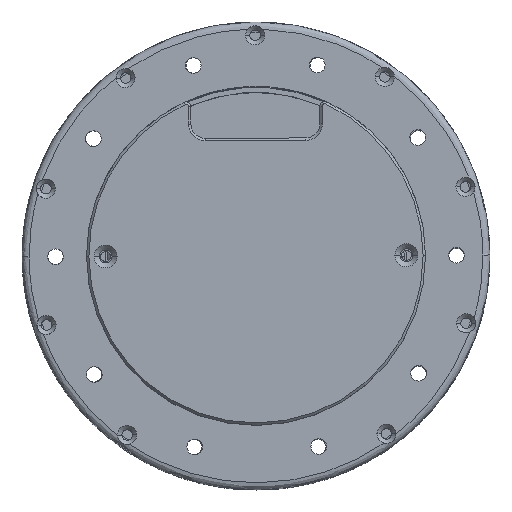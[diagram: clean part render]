
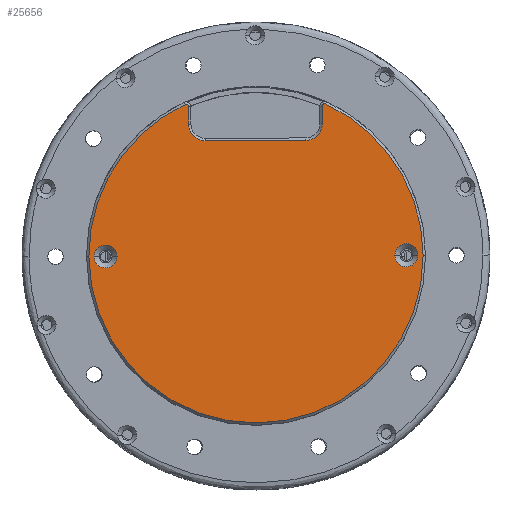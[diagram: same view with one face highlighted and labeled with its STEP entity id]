
A CAD part, top view. The second image highlights one B-rep face of the part: STEP entity #25656.
In plain terms, the highlighted planar face has unit normal (0, 0, 1).
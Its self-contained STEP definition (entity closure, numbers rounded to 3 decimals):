
#126 = ORIENTED_EDGE ( 'NONE', *, *, #27746, .F. ) ;
#436 = DIRECTION ( 'NONE',  ( 0., 0., -1. ) ) ;
#467 = CARTESIAN_POINT ( 'NONE',  ( -31.5, -0.132, 44.9 ) ) ;
#1067 = VERTEX_POINT ( 'NONE', #18219 ) ;
#1268 = CIRCLE ( 'NONE', #2185, 35. ) ;
#1472 = VERTEX_POINT ( 'NONE', #15630 ) ;
#1864 = CARTESIAN_POINT ( 'NONE',  ( 31.5, 0.132, 44.9 ) ) ;
#2097 = EDGE_CURVE ( 'NONE', #22479, #19979, #7080, .T. ) ;
#2185 = AXIS2_PLACEMENT_3D ( 'NONE', #4509, #21905, #20149 ) ;
#2229 = AXIS2_PLACEMENT_3D ( 'NONE', #23428, #3888, #6299 ) ;
#2373 = LINE ( 'NONE', #11022, #28205 ) ;
#2489 = VERTEX_POINT ( 'NONE', #14033 ) ;
#2670 = VECTOR ( 'NONE', #13465, 1000. ) ;
#3024 = VERTEX_POINT ( 'NONE', #22774 ) ;
#3707 = DIRECTION ( 'NONE',  ( 0., 0., -1. ) ) ;
#3827 = CARTESIAN_POINT ( 'NONE',  ( 13.869, 31.363, 44.9 ) ) ;
#3888 = DIRECTION ( 'NONE',  ( 0., 0., -1. ) ) ;
#4016 = CIRCLE ( 'NONE', #10788, 2.4 ) ;
#4206 = CARTESIAN_POINT ( 'NONE',  ( -14.631, 31.244, 44.9 ) ) ;
#4509 = CARTESIAN_POINT ( 'NONE',  ( 0., 0., 44.9 ) ) ;
#4565 = EDGE_LOOP ( 'NONE', ( #10212, #20972 ) ) ;
#4827 = ORIENTED_EDGE ( 'NONE', *, *, #19884, .F. ) ;
#4831 = CARTESIAN_POINT ( 'NONE',  ( 10.384, 27.698, 44.9 ) ) ;
#5226 = VERTEX_POINT ( 'NONE', #23785 ) ;
#5960 = CARTESIAN_POINT ( 'NONE',  ( -14.116, 27.596, 44.9 ) ) ;
#6042 = EDGE_CURVE ( 'NONE', #20079, #1472, #2373, .T. ) ;
#6299 = DIRECTION ( 'NONE',  ( -1., -0.004, 0. ) ) ;
#6338 = DIRECTION ( 'NONE',  ( 0., 0., -1. ) ) ;
#6374 = CARTESIAN_POINT ( 'NONE',  ( -10.601, 24.11, 44.9 ) ) ;
#6866 = EDGE_CURVE ( 'NONE', #9351, #1067, #24997, .T. ) ;
#7080 = LINE ( 'NONE', #15770, #2670 ) ;
#7211 = CIRCLE ( 'NONE', #24119, 3.5 ) ;
#7399 = EDGE_CURVE ( 'NONE', #2489, #5226, #24565, .T. ) ;
#7403 = CARTESIAN_POINT ( 'NONE',  ( 31.5, 0.132, 44.9 ) ) ;
#7521 = FACE_BOUND ( 'NONE', #4565, .T. ) ;
#7677 = DIRECTION ( 'NONE',  ( -1., -0.004, 0. ) ) ;
#8629 = AXIS2_PLACEMENT_3D ( 'NONE', #1864, #15076, #14931 ) ;
#8848 = AXIS2_PLACEMENT_3D ( 'NONE', #10817, #21401, #21684 ) ;
#9062 = ORIENTED_EDGE ( 'NONE', *, *, #11598, .F. ) ;
#9112 = DIRECTION ( 'NONE',  ( 1., 0.004, 0. ) ) ;
#9201 = DIRECTION ( 'NONE',  ( 1., 0.004, 0. ) ) ;
#9351 = VERTEX_POINT ( 'NONE', #16237 ) ;
#9409 = AXIS2_PLACEMENT_3D ( 'NONE', #11084, #436, #26142 ) ;
#9540 = DIRECTION ( 'NONE',  ( 0., 0., 1. ) ) ;
#9615 = DIRECTION ( 'NONE',  ( 0., 0., 1. ) ) ;
#10212 = ORIENTED_EDGE ( 'NONE', *, *, #28230, .F. ) ;
#10516 = DIRECTION ( 'NONE',  ( 1., 0.004, 0. ) ) ;
#10679 = CIRCLE ( 'NONE', #8848, 35. ) ;
#10788 = AXIS2_PLACEMENT_3D ( 'NONE', #23273, #12801, #10516 ) ;
#10817 = CARTESIAN_POINT ( 'NONE',  ( 0., 0., 44.9 ) ) ;
#10831 = CARTESIAN_POINT ( 'NONE',  ( -29.1, -0.122, 44.9 ) ) ;
#10851 = DIRECTION ( 'NONE',  ( 0., 0., 1. ) ) ;
#11022 = CARTESIAN_POINT ( 'NONE',  ( -0.101, 24.154, 44.9 ) ) ;
#11084 = CARTESIAN_POINT ( 'NONE',  ( 14.369, 31.365, 44.9 ) ) ;
#11598 = EDGE_CURVE ( 'NONE', #18008, #2489, #1268, .T. ) ;
#11771 = PLANE ( 'NONE',  #23771 ) ;
#11827 = ORIENTED_EDGE ( 'NONE', *, *, #20362, .F. ) ;
#12162 = ORIENTED_EDGE ( 'NONE', *, *, #27210, .F. ) ;
#12431 = ORIENTED_EDGE ( 'NONE', *, *, #6866, .F. ) ;
#12551 = CARTESIAN_POINT ( 'NONE',  ( 33.9, 0.142, 44.9 ) ) ;
#12801 = DIRECTION ( 'NONE',  ( 0., 0., 1. ) ) ;
#12832 = VECTOR ( 'NONE', #26719, 1000. ) ;
#13449 = CARTESIAN_POINT ( 'NONE',  ( 13.884, 27.713, 44.9 ) ) ;
#13465 = DIRECTION ( 'NONE',  ( -0.004, 1., 0. ) ) ;
#14033 = CARTESIAN_POINT ( 'NONE',  ( -14.843, 31.697, 44.9 ) ) ;
#14186 = CARTESIAN_POINT ( 'NONE',  ( -33.9, -0.142, 44.9 ) ) ;
#14904 = EDGE_CURVE ( 'NONE', #1067, #18008, #10679, .T. ) ;
#14931 = DIRECTION ( 'NONE',  ( 1., 0.004, 0. ) ) ;
#14951 = EDGE_LOOP ( 'NONE', ( #23844, #12162 ) ) ;
#15076 = DIRECTION ( 'NONE',  ( 0., 0., 1. ) ) ;
#15165 = DIRECTION ( 'NONE',  ( -1., -0.004, 0. ) ) ;
#15630 = CARTESIAN_POINT ( 'NONE',  ( 10.399, 24.198, 44.9 ) ) ;
#15770 = CARTESIAN_POINT ( 'NONE',  ( 14., 0.059, 44.9 ) ) ;
#15859 = CARTESIAN_POINT ( 'NONE',  ( -35., -0.147, 44.9 ) ) ;
#16237 = CARTESIAN_POINT ( 'NONE',  ( 14.577, 31.82, 44.9 ) ) ;
#16344 = CIRCLE ( 'NONE', #8629, 2.4 ) ;
#16633 = VERTEX_POINT ( 'NONE', #12551 ) ;
#17423 = AXIS2_PLACEMENT_3D ( 'NONE', #4831, #9615, #9201 ) ;
#17706 = CIRCLE ( 'NONE', #20935, 2.4 ) ;
#17836 = ORIENTED_EDGE ( 'NONE', *, *, #6042, .F. ) ;
#17846 = CIRCLE ( 'NONE', #20135, 2.4 ) ;
#17942 = LINE ( 'NONE', #20546, #12832 ) ;
#18008 = VERTEX_POINT ( 'NONE', #15859 ) ;
#18219 = CARTESIAN_POINT ( 'NONE',  ( 35., 0.147, 44.9 ) ) ;
#18328 = EDGE_CURVE ( 'NONE', #19598, #27410, #17846, .T. ) ;
#18953 = ORIENTED_EDGE ( 'NONE', *, *, #7399, .F. ) ;
#19575 = DIRECTION ( 'NONE',  ( 1., 0.004, 0. ) ) ;
#19598 = VERTEX_POINT ( 'NONE', #10831 ) ;
#19748 = DIRECTION ( 'NONE',  ( 1., 0.004, 0. ) ) ;
#19884 = EDGE_CURVE ( 'NONE', #1472, #22479, #22932, .T. ) ;
#19979 = VERTEX_POINT ( 'NONE', #3827 ) ;
#20079 = VERTEX_POINT ( 'NONE', #6374 ) ;
#20135 = AXIS2_PLACEMENT_3D ( 'NONE', #467, #9540, #9112 ) ;
#20149 = DIRECTION ( 'NONE',  ( -1., -0.004, 0. ) ) ;
#20179 = ORIENTED_EDGE ( 'NONE', *, *, #27247, .F. ) ;
#20362 = EDGE_CURVE ( 'NONE', #5226, #25141, #17942, .T. ) ;
#20546 = CARTESIAN_POINT ( 'NONE',  ( -14., -0.059, 44.9 ) ) ;
#20851 = CIRCLE ( 'NONE', #9409, 0.5 ) ;
#20935 = AXIS2_PLACEMENT_3D ( 'NONE', #7403, #25239, #22815 ) ;
#20972 = ORIENTED_EDGE ( 'NONE', *, *, #28262, .F. ) ;
#21401 = DIRECTION ( 'NONE',  ( 0., 0., -1. ) ) ;
#21684 = DIRECTION ( 'NONE',  ( -1., -0.004, 0. ) ) ;
#21905 = DIRECTION ( 'NONE',  ( 0., 0., -1. ) ) ;
#22326 = ORIENTED_EDGE ( 'NONE', *, *, #14904, .F. ) ;
#22479 = VERTEX_POINT ( 'NONE', #13449 ) ;
#22774 = CARTESIAN_POINT ( 'NONE',  ( 29.1, 0.122, 44.9 ) ) ;
#22815 = DIRECTION ( 'NONE',  ( 1., 0.004, 0. ) ) ;
#22932 = CIRCLE ( 'NONE', #17423, 3.5 ) ;
#23273 = CARTESIAN_POINT ( 'NONE',  ( -31.5, -0.132, 44.9 ) ) ;
#23428 = CARTESIAN_POINT ( 'NONE',  ( 0., 0., 44.9 ) ) ;
#23771 = AXIS2_PLACEMENT_3D ( 'NONE', #27256, #3707, #7677 ) ;
#23785 = CARTESIAN_POINT ( 'NONE',  ( -14.131, 31.246, 44.9 ) ) ;
#23844 = ORIENTED_EDGE ( 'NONE', *, *, #18328, .F. ) ;
#24119 = AXIS2_PLACEMENT_3D ( 'NONE', #28038, #10851, #19575 ) ;
#24565 = CIRCLE ( 'NONE', #27299, 0.5 ) ;
#24953 = FACE_OUTER_BOUND ( 'NONE', #27547, .T. ) ;
#24997 = CIRCLE ( 'NONE', #2229, 35. ) ;
#25141 = VERTEX_POINT ( 'NONE', #5960 ) ;
#25239 = DIRECTION ( 'NONE',  ( 0., 0., 1. ) ) ;
#25656 = ADVANCED_FACE ( 'NONE', ( #27540, #7521, #24953 ), #11771, .F. ) ;
#25764 = ORIENTED_EDGE ( 'NONE', *, *, #2097, .F. ) ;
#26142 = DIRECTION ( 'NONE',  ( -1., -0.004, 0. ) ) ;
#26719 = DIRECTION ( 'NONE',  ( 0.004, -1., 0. ) ) ;
#27210 = EDGE_CURVE ( 'NONE', #27410, #19598, #4016, .T. ) ;
#27247 = EDGE_CURVE ( 'NONE', #19979, #9351, #20851, .T. ) ;
#27256 = CARTESIAN_POINT ( 'NONE',  ( 0., 0., 44.9 ) ) ;
#27299 = AXIS2_PLACEMENT_3D ( 'NONE', #4206, #6338, #15165 ) ;
#27410 = VERTEX_POINT ( 'NONE', #14186 ) ;
#27540 = FACE_BOUND ( 'NONE', #14951, .T. ) ;
#27547 = EDGE_LOOP ( 'NONE', ( #20179, #25764, #4827, #17836, #126, #11827, #18953, #9062, #22326, #12431 ) ) ;
#27746 = EDGE_CURVE ( 'NONE', #25141, #20079, #7211, .T. ) ;
#28038 = CARTESIAN_POINT ( 'NONE',  ( -10.616, 27.61, 44.9 ) ) ;
#28205 = VECTOR ( 'NONE', #19748, 1000. ) ;
#28230 = EDGE_CURVE ( 'NONE', #16633, #3024, #17706, .T. ) ;
#28262 = EDGE_CURVE ( 'NONE', #3024, #16633, #16344, .T. ) ;
